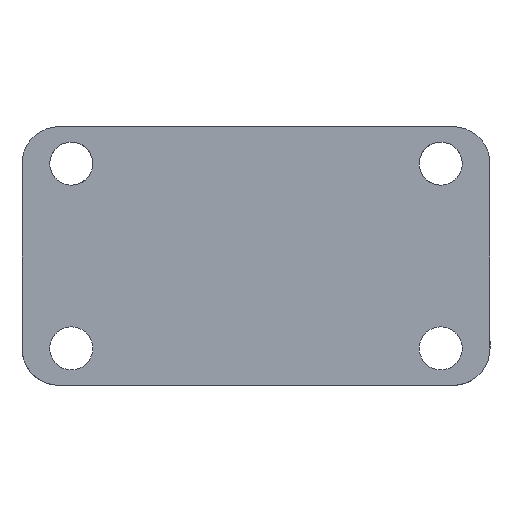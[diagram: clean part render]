
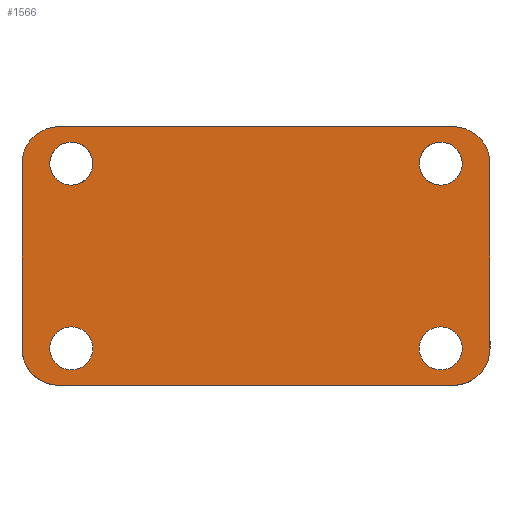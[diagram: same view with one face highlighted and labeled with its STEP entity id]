
A CAD part, front view. The second image highlights one B-rep face of the part: STEP entity #1566.
In plain terms, the highlighted planar face has unit normal (0, -1, 0).
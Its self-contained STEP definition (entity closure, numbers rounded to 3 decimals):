
#25=FACE_BOUND('',#418,.T.);
#26=FACE_BOUND('',#419,.T.);
#27=FACE_BOUND('',#420,.T.);
#28=FACE_BOUND('',#421,.T.);
#62=PLANE('',#1730);
#88=LINE('',#3006,#163);
#100=LINE('',#3177,#175);
#122=LINE('',#3886,#197);
#126=LINE('',#3895,#201);
#163=VECTOR('',#1870,10.);
#175=VECTOR('',#1908,10.);
#197=VECTOR('',#2010,10.);
#201=VECTOR('',#2020,10.);
#327=FACE_OUTER_BOUND('',#417,.T.);
#417=EDGE_LOOP('',(#1432,#1433,#1434,#1435,#1436,#1437,#1438,#1439));
#418=EDGE_LOOP('',(#1440));
#419=EDGE_LOOP('',(#1441));
#420=EDGE_LOOP('',(#1442));
#421=EDGE_LOOP('',(#1443));
#544=CIRCLE('',#1672,3.);
#550=CIRCLE('',#1679,3.);
#567=CIRCLE('',#1713,3.);
#568=CIRCLE('',#1715,3.);
#574=CIRCLE('',#1731,1.75);
#575=CIRCLE('',#1732,1.75);
#576=CIRCLE('',#1733,1.75);
#577=CIRCLE('',#1734,1.75);
#650=VERTEX_POINT('',#3003);
#651=VERTEX_POINT('',#3005);
#667=VERTEX_POINT('',#3174);
#668=VERTEX_POINT('',#3176);
#693=VERTEX_POINT('',#3453);
#701=VERTEX_POINT('',#3609);
#713=VERTEX_POINT('',#3884);
#715=VERTEX_POINT('',#3894);
#731=VERTEX_POINT('',#4107);
#732=VERTEX_POINT('',#4109);
#733=VERTEX_POINT('',#4111);
#734=VERTEX_POINT('',#4113);
#833=EDGE_CURVE('',#651,#650,#88,.T.);
#858=EDGE_CURVE('',#668,#667,#100,.T.);
#896=EDGE_CURVE('',#693,#650,#544,.T.);
#905=EDGE_CURVE('',#651,#701,#550,.T.);
#929=EDGE_CURVE('',#693,#713,#122,.T.);
#933=EDGE_CURVE('',#715,#701,#126,.T.);
#958=EDGE_CURVE('',#715,#667,#567,.T.);
#959=EDGE_CURVE('',#668,#713,#568,.T.);
#970=EDGE_CURVE('',#731,#731,#574,.F.);
#971=EDGE_CURVE('',#732,#732,#575,.F.);
#972=EDGE_CURVE('',#733,#733,#576,.F.);
#973=EDGE_CURVE('',#734,#734,#577,.F.);
#1432=ORIENTED_EDGE('',*,*,#896,.F.);
#1433=ORIENTED_EDGE('',*,*,#929,.T.);
#1434=ORIENTED_EDGE('',*,*,#959,.F.);
#1435=ORIENTED_EDGE('',*,*,#858,.T.);
#1436=ORIENTED_EDGE('',*,*,#958,.F.);
#1437=ORIENTED_EDGE('',*,*,#933,.T.);
#1438=ORIENTED_EDGE('',*,*,#905,.F.);
#1439=ORIENTED_EDGE('',*,*,#833,.T.);
#1440=ORIENTED_EDGE('',*,*,#970,.F.);
#1441=ORIENTED_EDGE('',*,*,#971,.F.);
#1442=ORIENTED_EDGE('',*,*,#972,.F.);
#1443=ORIENTED_EDGE('',*,*,#973,.F.);
#1566=ADVANCED_FACE('',(#327,#25,#26,#27,#28),#62,.F.);
#1672=AXIS2_PLACEMENT_3D('',#3455,#1968,#1969);
#1679=AXIS2_PLACEMENT_3D('',#3610,#1982,#1983);
#1713=AXIS2_PLACEMENT_3D('',#4081,#2063,#2064);
#1715=AXIS2_PLACEMENT_3D('',#4083,#2067,#2068);
#1730=AXIS2_PLACEMENT_3D('',#4106,#2102,#2103);
#1731=AXIS2_PLACEMENT_3D('',#4108,#2104,#2105);
#1732=AXIS2_PLACEMENT_3D('',#4110,#2106,#2107);
#1733=AXIS2_PLACEMENT_3D('',#4112,#2108,#2109);
#1734=AXIS2_PLACEMENT_3D('',#4114,#2110,#2111);
#1870=DIRECTION('',(1.,0.,0.));
#1908=DIRECTION('',(-1.,0.,0.));
#1968=DIRECTION('center_axis',(0.,1.,0.));
#1969=DIRECTION('ref_axis',(0.707,0.,-0.707));
#1982=DIRECTION('center_axis',(0.,1.,0.));
#1983=DIRECTION('ref_axis',(-0.707,0.,-0.707));
#2010=DIRECTION('',(0.,0.,1.));
#2020=DIRECTION('',(0.,0.,-1.));
#2063=DIRECTION('center_axis',(0.,1.,0.));
#2064=DIRECTION('ref_axis',(-0.707,0.,0.707));
#2067=DIRECTION('center_axis',(0.,1.,0.));
#2068=DIRECTION('ref_axis',(0.707,0.,0.707));
#2102=DIRECTION('center_axis',(0.,1.,0.));
#2103=DIRECTION('ref_axis',(-1.,0.,0.));
#2104=DIRECTION('center_axis',(0.,1.,0.));
#2105=DIRECTION('ref_axis',(-1.,0.,0.));
#2106=DIRECTION('center_axis',(0.,1.,0.));
#2107=DIRECTION('ref_axis',(-1.,0.,0.));
#2108=DIRECTION('center_axis',(0.,1.,0.));
#2109=DIRECTION('ref_axis',(-1.,0.,0.));
#2110=DIRECTION('center_axis',(0.,1.,0.));
#2111=DIRECTION('ref_axis',(-1.,0.,0.));
#3003=CARTESIAN_POINT('',(34.82,287.819,204.565));
#3005=CARTESIAN_POINT('',(2.82,287.819,204.565));
#3006=CARTESIAN_POINT('',(0.82,287.819,204.565));
#3174=CARTESIAN_POINT('',(2.82,287.819,225.565));
#3176=CARTESIAN_POINT('',(34.82,287.819,225.565));
#3177=CARTESIAN_POINT('',(36.82,287.819,225.565));
#3453=CARTESIAN_POINT('',(37.82,287.819,207.565));
#3455=CARTESIAN_POINT('Origin',(34.82,287.819,207.565));
#3609=CARTESIAN_POINT('',(-0.18,287.819,207.565));
#3610=CARTESIAN_POINT('Origin',(2.82,287.819,207.565));
#3884=CARTESIAN_POINT('',(37.82,287.819,222.565));
#3886=CARTESIAN_POINT('',(37.82,287.819,220.315));
#3894=CARTESIAN_POINT('',(-0.18,287.819,222.565));
#3895=CARTESIAN_POINT('',(-0.18,287.819,209.815));
#4081=CARTESIAN_POINT('Origin',(2.82,287.819,222.565));
#4083=CARTESIAN_POINT('Origin',(34.82,287.819,222.565));
#4106=CARTESIAN_POINT('Origin',(18.82,287.819,215.065));
#4107=CARTESIAN_POINT('',(5.57,287.819,207.565));
#4108=CARTESIAN_POINT('Origin',(3.82,287.819,207.565));
#4109=CARTESIAN_POINT('',(35.57,287.819,222.565));
#4110=CARTESIAN_POINT('Origin',(33.82,287.819,222.565));
#4111=CARTESIAN_POINT('',(35.57,287.819,207.565));
#4112=CARTESIAN_POINT('Origin',(33.82,287.819,207.565));
#4113=CARTESIAN_POINT('',(5.57,287.819,222.565));
#4114=CARTESIAN_POINT('Origin',(3.82,287.819,222.565));
